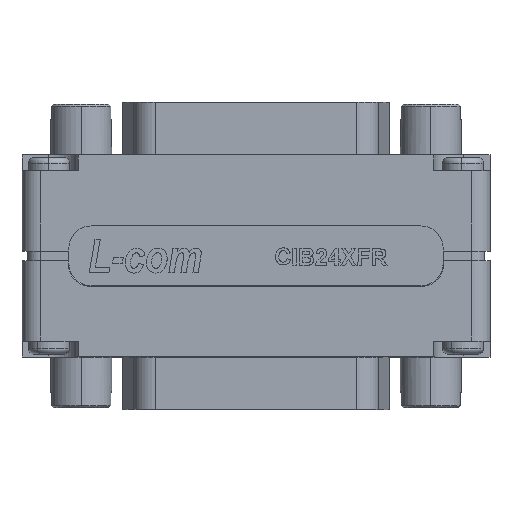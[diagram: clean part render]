
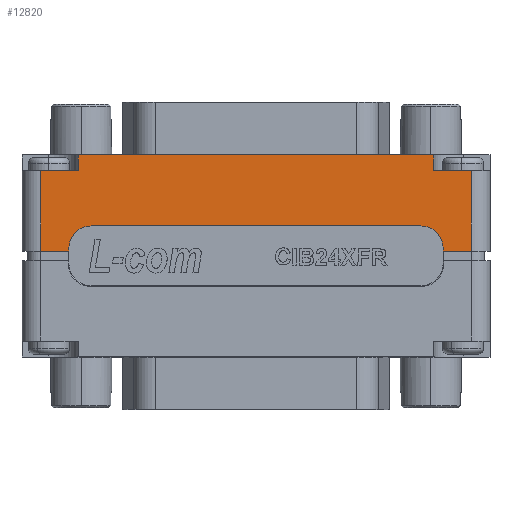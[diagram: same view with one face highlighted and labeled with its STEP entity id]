
A CAD part, top view. The second image highlights one B-rep face of the part: STEP entity #12820.
In plain terms, the highlighted planar face has unit normal (0, 0, 1).
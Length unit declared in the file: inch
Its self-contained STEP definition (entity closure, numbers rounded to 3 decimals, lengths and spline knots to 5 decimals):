
#1567 = CARTESIAN_POINT ( 'NONE',  ( -1.15, 0.025, 0.455 ) ) ;
#1568 = DIRECTION ( 'NONE',  ( 1., 0., 0. ) ) ;
#1569 = VECTOR ( 'NONE', #1568, 39.37008 ) ;
#1570 = CARTESIAN_POINT ( 'NONE',  ( -1.15, 0.025, 0.455 ) ) ;
#1571 = LINE ( 'NONE', #1570, #1569 ) ;
#1572 = CARTESIAN_POINT ( 'NONE',  ( -1., 0.025, 0.455 ) ) ;
#3279 = CARTESIAN_POINT ( 'NONE',  ( 1., 0.025, 0.455 ) ) ;
#3280 = DIRECTION ( 'NONE',  ( 1., 0., 0. ) ) ;
#3281 = VECTOR ( 'NONE', #3280, 39.37008 ) ;
#3282 = CARTESIAN_POINT ( 'NONE',  ( -1.15, 0.025, 0.455 ) ) ;
#3283 = LINE ( 'NONE', #3282, #3281 ) ;
#3284 = CARTESIAN_POINT ( 'NONE',  ( 1.15, 0.025, 0.455 ) ) ;
#4456 = DIRECTION ( 'NONE',  ( 0., -1., 0. ) ) ;
#4930 = CARTESIAN_POINT ( 'NONE',  ( -0.95, 0.54, 0.455 ) ) ;
#4953 = CARTESIAN_POINT ( 'NONE',  ( 0.95, 0.455, 0.455 ) ) ;
#4954 = DIRECTION ( 'NONE',  ( 0., 1., 0. ) ) ;
#4955 = VECTOR ( 'NONE', #4954, 39.37008 ) ;
#4956 = CARTESIAN_POINT ( 'NONE',  ( 0.95, 0.455, 0.455 ) ) ;
#4957 = LINE ( 'NONE', #4956, #4955 ) ;
#4973 = CARTESIAN_POINT ( 'NONE',  ( 0.95, 0.54, 0.455 ) ) ;
#4984 = DIRECTION ( 'NONE',  ( 0., 1., 0. ) ) ;
#4985 = VECTOR ( 'NONE', #4984, 39.37008 ) ;
#4986 = CARTESIAN_POINT ( 'NONE',  ( -0.95, 0.455, 0.455 ) ) ;
#4987 = LINE ( 'NONE', #4986, #4985 ) ;
#4988 = CARTESIAN_POINT ( 'NONE',  ( -0.95, 0.455, 0.455 ) ) ;
#5001 = DIRECTION ( 'NONE',  ( 1., 0., 0. ) ) ;
#5002 = VECTOR ( 'NONE', #5001, 39.37008 ) ;
#5003 = CARTESIAN_POINT ( 'NONE',  ( -1.15, 0.54, 0.455 ) ) ;
#5004 = LINE ( 'NONE', #5003, #5002 ) ;
#5020 = VECTOR ( 'NONE', #5084, 39.37008 ) ;
#5021 = CARTESIAN_POINT ( 'NONE',  ( 0.95, 0.455, 0.455 ) ) ;
#5022 = LINE ( 'NONE', #5021, #5020 ) ;
#5083 = CARTESIAN_POINT ( 'NONE',  ( 1.15, 0.455, 0.455 ) ) ;
#5084 = DIRECTION ( 'NONE',  ( 1., 0., 0. ) ) ;
#5161 = DIRECTION ( 'NONE',  ( 0., -1., 0. ) ) ;
#5162 = VECTOR ( 'NONE', #5161, 39.37008 ) ;
#5163 = CARTESIAN_POINT ( 'NONE',  ( 1.15, 0.54, 0.455 ) ) ;
#5164 = LINE ( 'NONE', #5163, #5162 ) ;
#5215 = VECTOR ( 'NONE', #4456, 39.37008 ) ;
#5216 = CARTESIAN_POINT ( 'NONE',  ( -1.15, 0.54, 0.455 ) ) ;
#5217 = LINE ( 'NONE', #5216, #5215 ) ;
#5219 = CARTESIAN_POINT ( 'NONE',  ( -0.88, 0.16, 0.455 ) ) ;
#5221 = DIRECTION ( 'NONE',  ( 1., 0., 0. ) ) ;
#5222 = DIRECTION ( 'NONE',  ( 0., 0., 1. ) ) ;
#5223 = CARTESIAN_POINT ( 'NONE',  ( -0.88, 0.04, 0.455 ) ) ;
#5224 = AXIS2_PLACEMENT_3D ( 'NONE', #5223, #5222, #5221 ) ;
#5225 = CIRCLE ( 'NONE', #5224, 0.12 ) ;
#5240 = DIRECTION ( 'NONE',  ( 1., 0., 0. ) ) ;
#5241 = VECTOR ( 'NONE', #5240, 39.37008 ) ;
#5242 = CARTESIAN_POINT ( 'NONE',  ( -0.95, 0.455, 0.455 ) ) ;
#5243 = LINE ( 'NONE', #5242, #5241 ) ;
#5245 = CARTESIAN_POINT ( 'NONE',  ( -1.15, 0.455, 0.455 ) ) ;
#5252 = DIRECTION ( 'NONE',  ( 0., -1., 0. ) ) ;
#5253 = VECTOR ( 'NONE', #5252, 39.37008 ) ;
#5254 = CARTESIAN_POINT ( 'NONE',  ( 1., 0.54, 0.455 ) ) ;
#5255 = LINE ( 'NONE', #5254, #5253 ) ;
#5261 = CARTESIAN_POINT ( 'NONE',  ( 0.88, 0.16, 0.455 ) ) ;
#5262 = CARTESIAN_POINT ( 'NONE',  ( 1., 0.04, 0.455 ) ) ;
#5263 = DIRECTION ( 'NONE',  ( 1., 0., 0. ) ) ;
#5264 = DIRECTION ( 'NONE',  ( 0., 0., 1. ) ) ;
#5265 = CARTESIAN_POINT ( 'NONE',  ( 0.88, 0.04, 0.455 ) ) ;
#5266 = AXIS2_PLACEMENT_3D ( 'NONE', #5265, #5264, #5263 ) ;
#5267 = CIRCLE ( 'NONE', #5266, 0.12 ) ;
#5268 = DIRECTION ( 'NONE',  ( -1., 0., 0. ) ) ;
#5269 = DIRECTION ( 'NONE',  ( 0., 0., -1. ) ) ;
#5270 = CARTESIAN_POINT ( 'NONE',  ( -1.15, 0.54, 0.455 ) ) ;
#5271 = AXIS2_PLACEMENT_3D ( 'NONE', #5270, #5269, #5268 ) ;
#5272 = PLANE ( 'NONE',  #5271 ) ;
#5273 = FACE_OUTER_BOUND ( 'NONE', #12821, .T. ) ;
#5278 = LINE ( 'NONE', #5343, #5342 ) ;
#5330 = CARTESIAN_POINT ( 'NONE',  ( -1., 0.04, 0.455 ) ) ;
#5331 = DIRECTION ( 'NONE',  ( 0., -1., 0. ) ) ;
#5332 = VECTOR ( 'NONE', #5331, 39.37008 ) ;
#5333 = CARTESIAN_POINT ( 'NONE',  ( -1., -0.04, 0.455 ) ) ;
#5334 = LINE ( 'NONE', #5333, #5332 ) ;
#5341 = DIRECTION ( 'NONE',  ( -1., 0., 0. ) ) ;
#5342 = VECTOR ( 'NONE', #5341, 39.37008 ) ;
#5343 = CARTESIAN_POINT ( 'NONE',  ( -0.88, 0.16, 0.455 ) ) ;
#10886 = VERTEX_POINT ( 'NONE', #1572 ) ;
#10888 = EDGE_CURVE ( 'NONE', #10889, #10886, #1571, .T. ) ;
#10889 = VERTEX_POINT ( 'NONE', #1567 ) ;
#11612 = VERTEX_POINT ( 'NONE', #3284 ) ;
#11614 = EDGE_CURVE ( 'NONE', #11615, #11612, #3283, .T. ) ;
#11615 = VERTEX_POINT ( 'NONE', #3279 ) ;
#12612 = EDGE_CURVE ( 'NONE', #12613, #12637, #4957, .T. ) ;
#12613 = VERTEX_POINT ( 'NONE', #4953 ) ;
#12626 = VERTEX_POINT ( 'NONE', #4930 ) ;
#12630 = VERTEX_POINT ( 'NONE', #4988 ) ;
#12632 = EDGE_CURVE ( 'NONE', #12630, #12626, #4987, .T. ) ;
#12637 = VERTEX_POINT ( 'NONE', #4973 ) ;
#12664 = EDGE_CURVE ( 'NONE', #12626, #12637, #5004, .T. ) ;
#12691 = EDGE_CURVE ( 'NONE', #12613, #12692, #5022, .T. ) ;
#12692 = VERTEX_POINT ( 'NONE', #5083 ) ;
#12771 = EDGE_CURVE ( 'NONE', #12692, #11612, #5164, .T. ) ;
#12801 = VERTEX_POINT ( 'NONE', #5245 ) ;
#12805 = EDGE_CURVE ( 'NONE', #12801, #12630, #5243, .T. ) ;
#12813 = EDGE_CURVE ( 'NONE', #12815, #12896, #5225, .T. ) ;
#12815 = VERTEX_POINT ( 'NONE', #5219 ) ;
#12816 = EDGE_CURVE ( 'NONE', #12801, #10889, #5217, .T. ) ;
#12820 = ADVANCED_FACE ( 'NONE', ( #5273 ), #5272, .F. ) ;
#12821 = EDGE_LOOP ( 'NONE', ( #12824, #12831, #12834, #12835, #12837, #12887, #12888, #12889, #12890, #12891, #12892, #12894, #12897, #12875 ) ) ;
#12824 = ORIENTED_EDGE ( 'NONE', *, *, #12825, .F. ) ;
#12825 = EDGE_CURVE ( 'NONE', #12827, #12828, #5267, .T. ) ;
#12827 = VERTEX_POINT ( 'NONE', #5262 ) ;
#12828 = VERTEX_POINT ( 'NONE', #5261 ) ;
#12831 = ORIENTED_EDGE ( 'NONE', *, *, #12833, .T. ) ;
#12833 = EDGE_CURVE ( 'NONE', #12827, #11615, #5255, .T. ) ;
#12834 = ORIENTED_EDGE ( 'NONE', *, *, #11614, .T. ) ;
#12835 = ORIENTED_EDGE ( 'NONE', *, *, #12771, .F. ) ;
#12837 = ORIENTED_EDGE ( 'NONE', *, *, #12691, .F. ) ;
#12875 = ORIENTED_EDGE ( 'NONE', *, *, #12876, .F. ) ;
#12876 = EDGE_CURVE ( 'NONE', #12828, #12815, #5278, .T. ) ;
#12887 = ORIENTED_EDGE ( 'NONE', *, *, #12612, .T. ) ;
#12888 = ORIENTED_EDGE ( 'NONE', *, *, #12664, .F. ) ;
#12889 = ORIENTED_EDGE ( 'NONE', *, *, #12632, .F. ) ;
#12890 = ORIENTED_EDGE ( 'NONE', *, *, #12805, .F. ) ;
#12891 = ORIENTED_EDGE ( 'NONE', *, *, #12816, .T. ) ;
#12892 = ORIENTED_EDGE ( 'NONE', *, *, #10888, .T. ) ;
#12894 = ORIENTED_EDGE ( 'NONE', *, *, #12895, .F. ) ;
#12895 = EDGE_CURVE ( 'NONE', #12896, #10886, #5334, .T. ) ;
#12896 = VERTEX_POINT ( 'NONE', #5330 ) ;
#12897 = ORIENTED_EDGE ( 'NONE', *, *, #12813, .F. ) ;
